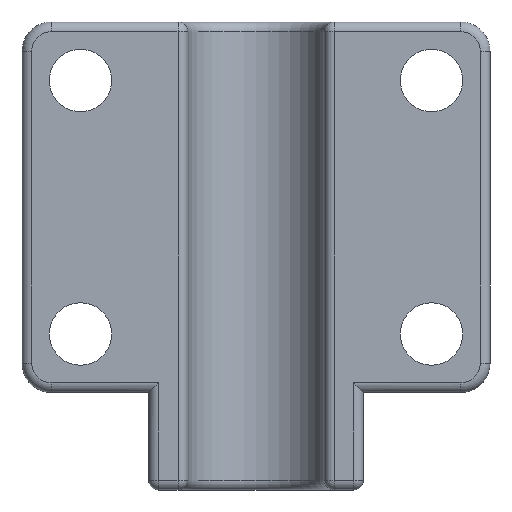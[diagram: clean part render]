
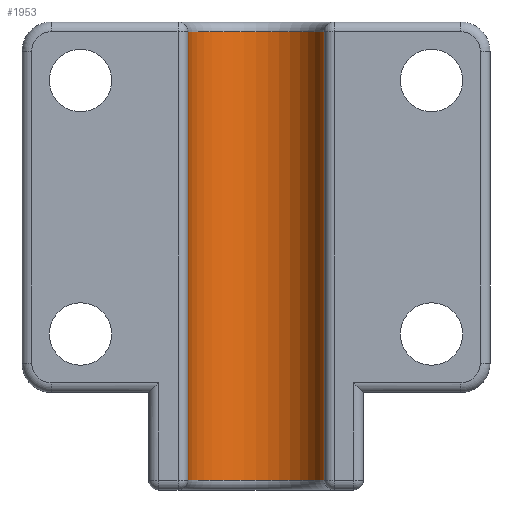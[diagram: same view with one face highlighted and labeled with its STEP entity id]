
A CAD part, front view. The second image highlights one B-rep face of the part: STEP entity #1953.
In plain terms, the highlighted cylindrical face has radius 3.5 mm (diameter 7 mm), a partial arc.
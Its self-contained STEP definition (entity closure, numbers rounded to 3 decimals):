
#17 = AXIS2_PLACEMENT_3D ( 'NONE', #185, #1589, #1414 ) ;
#121 = EDGE_CURVE ( 'NONE', #1950, #1631, #1714, .T. ) ;
#174 = FACE_OUTER_BOUND ( 'NONE', #1803, .T. ) ;
#185 = CARTESIAN_POINT ( 'NONE',  ( 0., 0., 19. ) ) ;
#227 = DIRECTION ( 'NONE',  ( 0., 0., -1. ) ) ;
#250 = CARTESIAN_POINT ( 'NONE',  ( 0., 0., -4.5 ) ) ;
#251 = EDGE_CURVE ( 'NONE', #1586, #1248, #1515, .T. ) ;
#363 = ORIENTED_EDGE ( 'NONE', *, *, #542, .T. ) ;
#484 = DIRECTION ( 'NONE',  ( 0., 0., 1. ) ) ;
#486 = ORIENTED_EDGE ( 'NONE', *, *, #251, .T. ) ;
#542 = EDGE_CURVE ( 'NONE', #1248, #1631, #820, .T. ) ;
#602 = CARTESIAN_POINT ( 'NONE',  ( 3.5, 0., 18.5 ) ) ;
#645 = CARTESIAN_POINT ( 'NONE',  ( 0., 0., 18.5 ) ) ;
#820 = CIRCLE ( 'NONE', #1090, 3.5 ) ;
#863 = CARTESIAN_POINT ( 'NONE',  ( -3.5, 0., 19. ) ) ;
#962 = CARTESIAN_POINT ( 'NONE',  ( 3.5, 0., -4.5 ) ) ;
#1080 = AXIS2_PLACEMENT_3D ( 'NONE', #645, #484, #1745 ) ;
#1090 = AXIS2_PLACEMENT_3D ( 'NONE', #250, #227, #1518 ) ;
#1147 = ORIENTED_EDGE ( 'NONE', *, *, #121, .F. ) ;
#1195 = CARTESIAN_POINT ( 'NONE',  ( -3.5, 0., -4.5 ) ) ;
#1248 = VERTEX_POINT ( 'NONE', #1195 ) ;
#1268 = ORIENTED_EDGE ( 'NONE', *, *, #1619, .T. ) ;
#1270 = CIRCLE ( 'NONE', #1080, 3.5 ) ;
#1271 = CYLINDRICAL_SURFACE ( 'NONE', #17, 3.5 ) ;
#1274 = VECTOR ( 'NONE', #1321, 1000. ) ;
#1321 = DIRECTION ( 'NONE',  ( 0., 0., -1. ) ) ;
#1385 = CARTESIAN_POINT ( 'NONE',  ( 3.5, 0., 19. ) ) ;
#1414 = DIRECTION ( 'NONE',  ( -1., 0., 0. ) ) ;
#1432 = CARTESIAN_POINT ( 'NONE',  ( -3.5, 0., 18.5 ) ) ;
#1483 = VECTOR ( 'NONE', #2044, 1000. ) ;
#1515 = LINE ( 'NONE', #863, #1274 ) ;
#1518 = DIRECTION ( 'NONE',  ( -1., 0., 0. ) ) ;
#1586 = VERTEX_POINT ( 'NONE', #1432 ) ;
#1589 = DIRECTION ( 'NONE',  ( 0., 0., -1. ) ) ;
#1619 = EDGE_CURVE ( 'NONE', #1950, #1586, #1270, .T. ) ;
#1631 = VERTEX_POINT ( 'NONE', #962 ) ;
#1714 = LINE ( 'NONE', #1385, #1483 ) ;
#1745 = DIRECTION ( 'NONE',  ( 1., 0., 0. ) ) ;
#1803 = EDGE_LOOP ( 'NONE', ( #1147, #1268, #486, #363 ) ) ;
#1950 = VERTEX_POINT ( 'NONE', #602 ) ;
#1953 = ADVANCED_FACE ( 'NONE', ( #174 ), #1271, .F. ) ;
#2044 = DIRECTION ( 'NONE',  ( 0., 0., -1. ) ) ;
